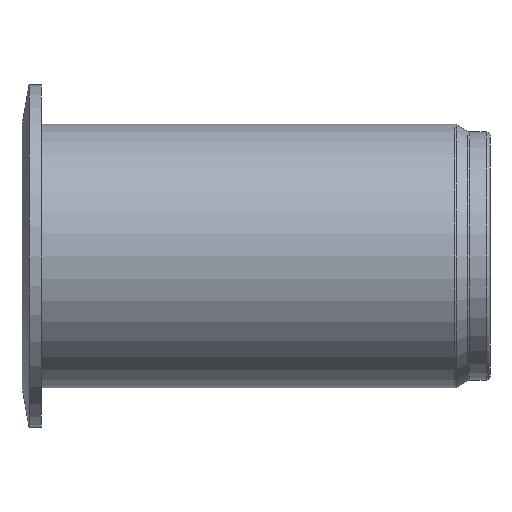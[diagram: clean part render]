
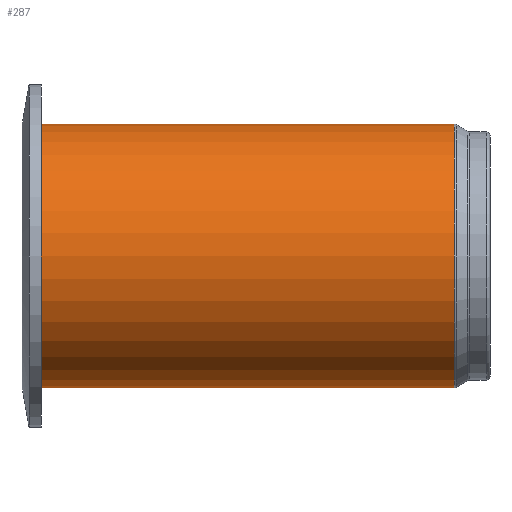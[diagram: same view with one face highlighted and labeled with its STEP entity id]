
A CAD part, left-side view. The second image highlights one B-rep face of the part: STEP entity #287.
In plain terms, the highlighted cylindrical face has radius 8.7 mm (diameter 17.399 mm), a partial arc.
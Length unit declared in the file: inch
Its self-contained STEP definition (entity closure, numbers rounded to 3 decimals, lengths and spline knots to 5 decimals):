
#104 = CARTESIAN_POINT ( 'NONE',  ( 0., -1.12232, -0.3425 ) ) ;
#109 = CARTESIAN_POINT ( 'NONE',  ( 0., -1.12232, 0.3425 ) ) ;
#127 = CARTESIAN_POINT ( 'NONE',  ( 0., -0.05, 0.3425 ) ) ;
#128 = CIRCLE ( 'NONE', #560, 0.3425 ) ;
#134 = ORIENTED_EDGE ( 'NONE', *, *, #364, .T. ) ;
#148 = FACE_OUTER_BOUND ( 'NONE', #229, .T. ) ;
#149 = CARTESIAN_POINT ( 'NONE',  ( 0., -0.05, -0.3425 ) ) ;
#154 = VERTEX_POINT ( 'NONE', #104 ) ;
#193 = LINE ( 'NONE', #543, #339 ) ;
#213 = DIRECTION ( 'NONE',  ( 0., 1., 0. ) ) ;
#229 = EDGE_LOOP ( 'NONE', ( #674, #134, #467, #622 ) ) ;
#245 = AXIS2_PLACEMENT_3D ( 'NONE', #274, #213, #331 ) ;
#252 = LINE ( 'NONE', #761, #586 ) ;
#274 = CARTESIAN_POINT ( 'NONE',  ( 0., -1.12232, 0. ) ) ;
#282 = EDGE_CURVE ( 'NONE', #724, #154, #193, .T. ) ;
#287 = ADVANCED_FACE ( 'NONE', ( #148 ), #459, .T. ) ;
#331 = DIRECTION ( 'NONE',  ( 0., 0., 1. ) ) ;
#339 = VECTOR ( 'NONE', #477, 39.37008 ) ;
#340 = VERTEX_POINT ( 'NONE', #109 ) ;
#348 = CARTESIAN_POINT ( 'NONE',  ( 0., -1.215, 0. ) ) ;
#352 = EDGE_CURVE ( 'NONE', #667, #340, #252, .T. ) ;
#364 = EDGE_CURVE ( 'NONE', #667, #724, #128, .T. ) ;
#387 = DIRECTION ( 'NONE',  ( 0., -1., 0. ) ) ;
#446 = CARTESIAN_POINT ( 'NONE',  ( 0., -0.05, 0. ) ) ;
#459 = CYLINDRICAL_SURFACE ( 'NONE', #575, 0.3425 ) ;
#467 = ORIENTED_EDGE ( 'NONE', *, *, #282, .T. ) ;
#477 = DIRECTION ( 'NONE',  ( 0., -1., 0. ) ) ;
#543 = CARTESIAN_POINT ( 'NONE',  ( 0., -1.215, -0.3425 ) ) ;
#560 = AXIS2_PLACEMENT_3D ( 'NONE', #446, #577, #635 ) ;
#575 = AXIS2_PLACEMENT_3D ( 'NONE', #348, #780, #722 ) ;
#577 = DIRECTION ( 'NONE',  ( 0., -1., 0. ) ) ;
#586 = VECTOR ( 'NONE', #387, 39.37008 ) ;
#622 = ORIENTED_EDGE ( 'NONE', *, *, #744, .T. ) ;
#635 = DIRECTION ( 'NONE',  ( 0., 0., -1. ) ) ;
#667 = VERTEX_POINT ( 'NONE', #127 ) ;
#674 = ORIENTED_EDGE ( 'NONE', *, *, #352, .F. ) ;
#695 = CIRCLE ( 'NONE', #245, 0.3425 ) ;
#722 = DIRECTION ( 'NONE',  ( 0., 0., -1. ) ) ;
#724 = VERTEX_POINT ( 'NONE', #149 ) ;
#744 = EDGE_CURVE ( 'NONE', #154, #340, #695, .T. ) ;
#761 = CARTESIAN_POINT ( 'NONE',  ( 0., -1.215, 0.3425 ) ) ;
#780 = DIRECTION ( 'NONE',  ( 0., -1., 0. ) ) ;
